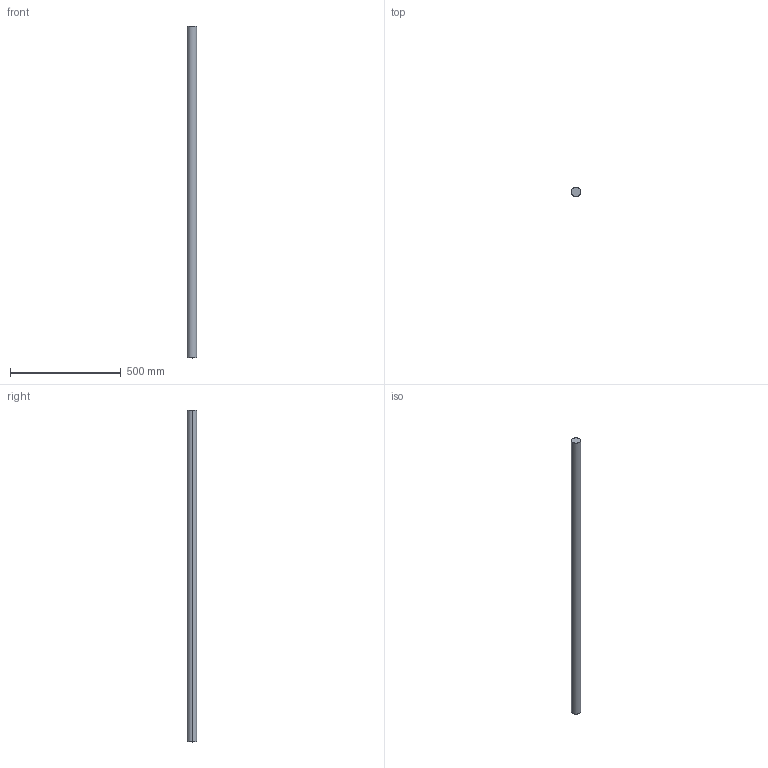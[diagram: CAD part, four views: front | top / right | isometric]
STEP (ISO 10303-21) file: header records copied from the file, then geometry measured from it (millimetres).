
FILE_DESCRIPTION (( 'STEP AP203' ), '1' );
FILE_NAME ('H-BU42-1500.step', '2021-03-02T09:56:32', ( '' ), ( '' ), 'SwSTEP 2.0', 'SolidWorks 2018', '' );
FILE_SCHEMA (( 'CONFIG_CONTROL_DESIGN' ));
Length unit declared in the file: millimetre
Products named in the file (2): H-BU42-1500
Bounding box: 42 x 42 x 1500 mm (x, y, z)
Volume: 2078162.5 mm3; surface area: 200704.4 mm2
Topology: 1 solids, 1 shells, 288 faces, 774 edges, 516 vertices
Faces by surface type: plane 170, bspline 116, cylinder 2
Entity records: 14889 total; most frequent: CARTESIAN_POINT 8304, ORIENTED_EDGE 1548, DIRECTION 894, EDGE_CURVE 774, VECTOR 538, LINE 538, VERTEX_POINT 516, EDGE_LOOP 316
